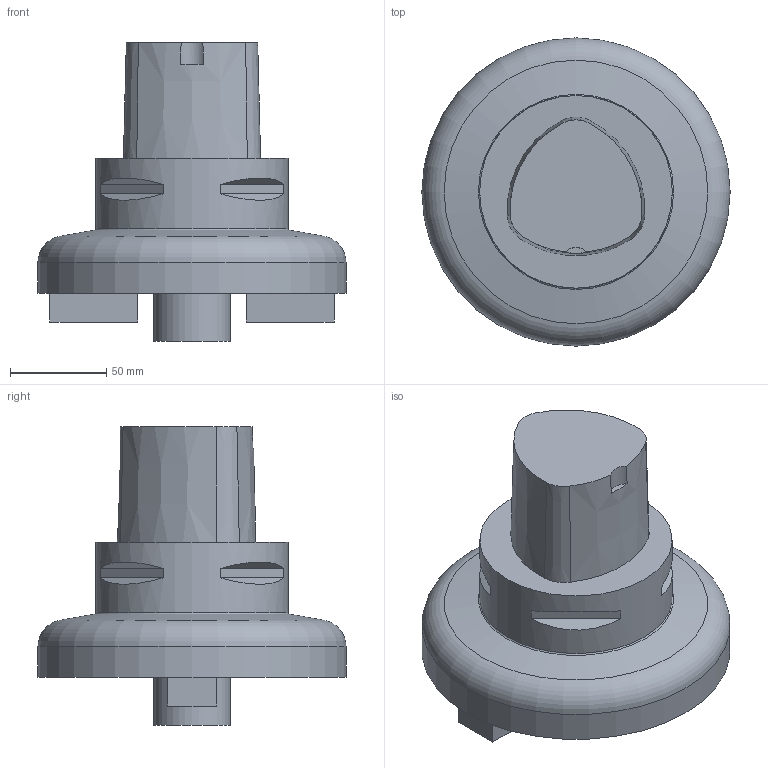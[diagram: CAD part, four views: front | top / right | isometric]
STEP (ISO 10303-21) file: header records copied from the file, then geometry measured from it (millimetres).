
FILE_DESCRIPTION(/* description */ (''),/* implementation_level */ '2;1');
FILE_NAME(/* name */ '1550762880730.stp',/* time_stamp */ '2019-02-21T16:28:16+01:00',/* author */ (''),/* organization */ ('SMS'),/* preprocessor_version */ 'ST-DEVELOPER v15',/* originating_system */ 'SIEMENS PLM Software NX 8.5',/* authorisation */ '');
FILE_SCHEMA (('AUTOMOTIVE_DESIGN { 1 0 10303 214 3 1 1 1 }'));
Length unit declared in the file: millimetre
Products named in the file (1): 111165747mod000_01
Bounding box: 160 x 160 x 155 mm (x, y, z)
Volume: 1186769.6 mm3; surface area: 86148.1 mm2
Topology: 1 solids, 2 shells, 43 faces, 95 edges, 67 vertices
Faces by surface type: plane 29, cone 7, cylinder 5, torus 2
Full cylindrical faces by diameter (mm): 12 x1, 40 x1, 100 x1, 160 x1
Entity records: 1179 total; most frequent: DIRECTION 208, CARTESIAN_POINT 196, ORIENTED_EDGE 164, EDGE_CURVE 82, AXIS2_PLACEMENT_3D 81, EDGE_LOOP 58, VERTEX_POINT 58, LINE 46
